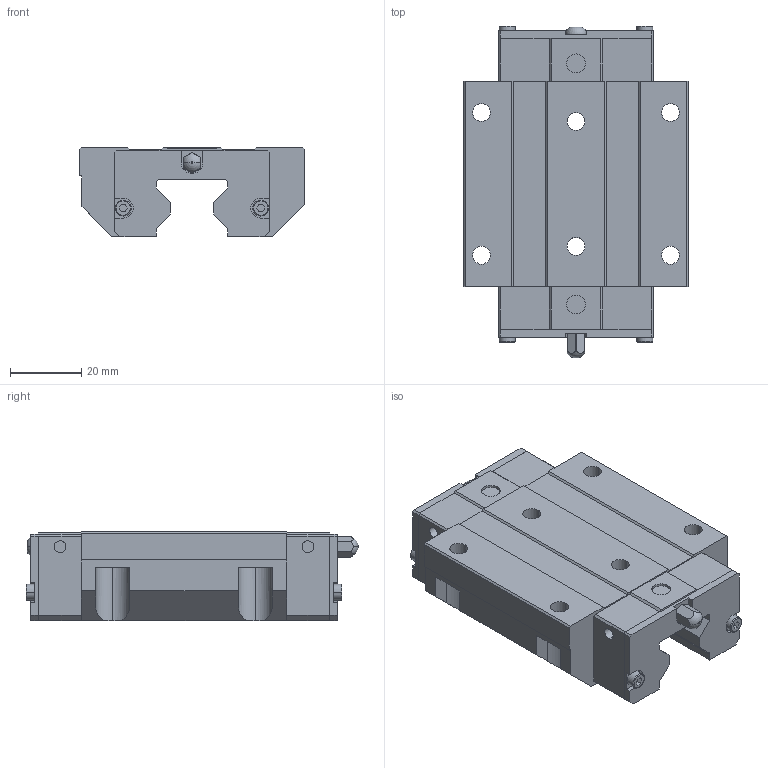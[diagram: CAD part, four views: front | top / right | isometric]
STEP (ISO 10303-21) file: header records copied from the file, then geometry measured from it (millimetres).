
FILE_DESCRIPTION(('STEP AP214'),'1');
FILE_NAME('cctmp_EADA4701-8D85-48EA-9C26-9577DDEECE94_2024_11_29_10_52_42_0043_123208..stp','2024-11-29T09:52:42',('HIWIN GmbH'),('CADClick - www.CADClick.com'),'Spatial InterOp 3D',' ','unknown authorization');
FILE_SCHEMA(('AUTOMOTIVE_DESIGN'));
Length unit declared in the file: millimetre
Products named in the file (2): RGW20CCZAH_FILE; RGW20CCZAH_FILE_1
Assembly tree (1 placements, depth 2):
  RGW20CCZAH_FILE
    RGW20CCZAH_FILE_1
Bounding box: 63 x 93.09 x 25 mm (x, y, z)
Volume: 87872.4 mm3; surface area: 21243.3 mm2
Topology: 1 solids, 5 shells, 274 faces, 731 edges, 483 vertices
Faces by surface type: plane 180, cylinder 78, torus 14, sphere 2
Entity records: 10838 total; most frequent: CARTESIAN_POINT 1538, DIRECTION 1479, ORIENTED_EDGE 1462, EDGE_CURVE 731, LINE 519, VECTOR 519, VERTEX_POINT 483, AXIS2_PLACEMENT_3D 480
